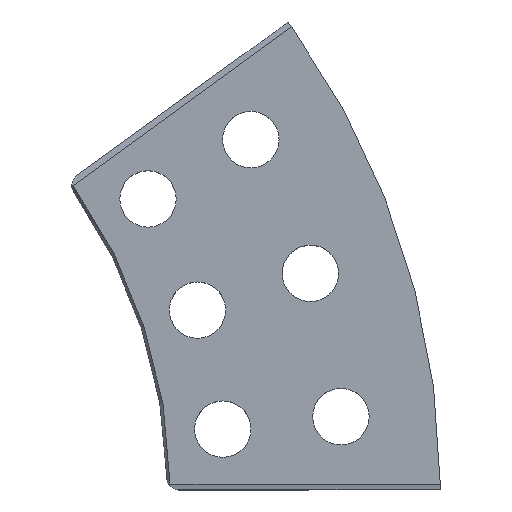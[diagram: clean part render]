
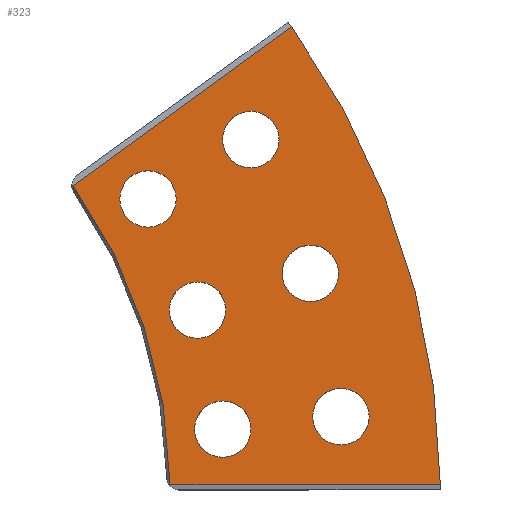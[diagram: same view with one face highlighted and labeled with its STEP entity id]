
A CAD part, top view. The second image highlights one B-rep face of the part: STEP entity #323.
In plain terms, the highlighted planar face has unit normal (0, 0, 1).
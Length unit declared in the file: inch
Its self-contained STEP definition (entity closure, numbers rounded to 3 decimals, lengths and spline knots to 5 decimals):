
#6 = VERTEX_POINT ( 'NONE', #430 ) ;
#10 = FACE_BOUND ( 'NONE', #484, .T. ) ;
#12 = EDGE_LOOP ( 'NONE', ( #56, #62 ) ) ;
#22 = ORIENTED_EDGE ( 'NONE', *, *, #622, .T. ) ;
#27 = VERTEX_POINT ( 'NONE', #810 ) ;
#29 = CIRCLE ( 'NONE', #760, 0.29688 ) ;
#37 = VERTEX_POINT ( 'NONE', #747 ) ;
#39 = DIRECTION ( 'NONE',  ( 0., 0., 1. ) ) ;
#47 = ORIENTED_EDGE ( 'NONE', *, *, #577, .T. ) ;
#53 = ORIENTED_EDGE ( 'NONE', *, *, #1027, .T. ) ;
#56 = ORIENTED_EDGE ( 'NONE', *, *, #187, .F. ) ;
#60 = CIRCLE ( 'NONE', #489, 0.29688 ) ;
#62 = ORIENTED_EDGE ( 'NONE', *, *, #306, .F. ) ;
#66 = CARTESIAN_POINT ( 'NONE',  ( 0., 0., 0. ) ) ;
#68 = AXIS2_PLACEMENT_3D ( 'NONE', #707, #711, #84 ) ;
#69 = CARTESIAN_POINT ( 'NONE',  ( 6.38694, 3.6875, 0. ) ) ;
#70 = DIRECTION ( 'NONE',  ( 0., 0., 1. ) ) ;
#78 = AXIS2_PLACEMENT_3D ( 'NONE', #978, #176, #485 ) ;
#84 = DIRECTION ( 'NONE',  ( 0.914, 0.407, 0. ) ) ;
#85 = ORIENTED_EDGE ( 'NONE', *, *, #812, .F. ) ;
#118 = DIRECTION ( 'NONE',  ( 0., 0., 1. ) ) ;
#123 = EDGE_CURVE ( 'NONE', #257, #708, #148, .T. ) ;
#135 = DIRECTION ( 'NONE',  ( -0.809, -0.588, 0. ) ) ;
#145 = CARTESIAN_POINT ( 'NONE',  ( 7.3346, 0.7709, 0. ) ) ;
#148 = CIRCLE ( 'NONE', #448, 0.29688 ) ;
#149 = EDGE_CURVE ( 'NONE', #173, #310, #627, .T. ) ;
#153 = VERTEX_POINT ( 'NONE', #281 ) ;
#154 = ORIENTED_EDGE ( 'NONE', *, *, #166, .F. ) ;
#158 = AXIS2_PLACEMENT_3D ( 'NONE', #145, #392, #398 ) ;
#161 = DIRECTION ( 'NONE',  ( 0., 0., -1. ) ) ;
#166 = EDGE_CURVE ( 'NONE', #708, #257, #235, .T. ) ;
#173 = VERTEX_POINT ( 'NONE', #991 ) ;
#176 = DIRECTION ( 'NONE',  ( 0., 0., 1. ) ) ;
#179 = VERTEX_POINT ( 'NONE', #285 ) ;
#181 = DIRECTION ( 'NONE',  ( 0.978, 0.208, 0. ) ) ;
#187 = EDGE_CURVE ( 'NONE', #37, #753, #498, .T. ) ;
#189 = EDGE_LOOP ( 'NONE', ( #47, #22, #835, #53 ) ) ;
#199 = DIRECTION ( 'NONE',  ( 0., 0., 1. ) ) ;
#209 = CIRCLE ( 'NONE', #571, 0.29687 ) ;
#218 = VERTEX_POINT ( 'NONE', #852 ) ;
#221 = DIRECTION ( 'NONE',  ( 0., 0., 1. ) ) ;
#235 = CIRCLE ( 'NONE', #765, 0.29688 ) ;
#238 = CARTESIAN_POINT ( 'NONE',  ( 6.1221, 1.89273, 0. ) ) ;
#242 = VERTEX_POINT ( 'NONE', #539 ) ;
#244 = AXIS2_PLACEMENT_3D ( 'NONE', #371, #671, #829 ) ;
#257 = VERTEX_POINT ( 'NONE', #238 ) ;
#275 = VECTOR ( 'NONE', #419, 39.37008 ) ;
#278 = VERTEX_POINT ( 'NONE', #862 ) ;
#281 = CARTESIAN_POINT ( 'NONE',  ( 5.79457, 0.64024, 0. ) ) ;
#285 = CARTESIAN_POINT ( 'NONE',  ( 4.51517, 3.20321, 0. ) ) ;
#287 = ORIENTED_EDGE ( 'NONE', *, *, #149, .F. ) ;
#291 = CARTESIAN_POINT ( 'NONE',  ( 5.82522, 1.89273, 0. ) ) ;
#306 = EDGE_CURVE ( 'NONE', #753, #37, #417, .T. ) ;
#310 = VERTEX_POINT ( 'NONE', #616 ) ;
#319 = FACE_BOUND ( 'NONE', #982, .T. ) ;
#323 = ADVANCED_FACE ( 'NONE', ( #465, #626, #319, #953, #10, #612, #783 ), #779, .T. ) ;
#334 = CARTESIAN_POINT ( 'NONE',  ( 7.01404, 2.279, 0. ) ) ;
#364 = VERTEX_POINT ( 'NONE', #726 ) ;
#366 = DIRECTION ( 'NONE',  ( 0.978, 0.208, 0. ) ) ;
#371 = CARTESIAN_POINT ( 'NONE',  ( 0., 0., 0. ) ) ;
#373 = DIRECTION ( 'NONE',  ( 0.978, 0.208, 0. ) ) ;
#383 = CARTESIAN_POINT ( 'NONE',  ( 0., 0., 0. ) ) ;
#392 = DIRECTION ( 'NONE',  ( 0., 0., 1. ) ) ;
#398 = DIRECTION ( 'NONE',  ( 1., 0., 0. ) ) ;
#404 = LINE ( 'NONE', #724, #275 ) ;
#417 = CIRCLE ( 'NONE', #68, 0.29688 ) ;
#419 = DIRECTION ( 'NONE',  ( 1., 0., 0. ) ) ;
#428 = DIRECTION ( 'NONE',  ( 0., 0., 1. ) ) ;
#430 = CARTESIAN_POINT ( 'NONE',  ( 7.31092, 2.279, 0. ) ) ;
#433 = DIRECTION ( 'NONE',  ( 1., 0., 0. ) ) ;
#443 = ORIENTED_EDGE ( 'NONE', *, *, #786, .F. ) ;
#448 = AXIS2_PLACEMENT_3D ( 'NONE', #763, #759, #1013 ) ;
#465 = FACE_BOUND ( 'NONE', #580, .T. ) ;
#466 = AXIS2_PLACEMENT_3D ( 'NONE', #915, #199, #601 ) ;
#471 = EDGE_LOOP ( 'NONE', ( #443, #502 ) ) ;
#481 = EDGE_CURVE ( 'NONE', #1019, #6, #554, .T. ) ;
#484 = EDGE_LOOP ( 'NONE', ( #1022, #154 ) ) ;
#485 = DIRECTION ( 'NONE',  ( 0.914, 0.407, 0. ) ) ;
#489 = AXIS2_PLACEMENT_3D ( 'NONE', #334, #897, #181 ) ;
#497 = VERTEX_POINT ( 'NONE', #851 ) ;
#498 = CIRCLE ( 'NONE', #466, 0.29688 ) ;
#502 = ORIENTED_EDGE ( 'NONE', *, *, #481, .F. ) ;
#507 = ORIENTED_EDGE ( 'NONE', *, *, #660, .F. ) ;
#512 = CARTESIAN_POINT ( 'NONE',  ( 7.3346, 0.7709, 0. ) ) ;
#519 = CARTESIAN_POINT ( 'NONE',  ( 4.49038, 3.18519, 0. ) ) ;
#523 = AXIS2_PLACEMENT_3D ( 'NONE', #383, #161, #948 ) ;
#539 = CARTESIAN_POINT ( 'NONE',  ( 6.81611, 4.87494, 0. ) ) ;
#554 = CIRCLE ( 'NONE', #725, 0.29688 ) ;
#571 = AXIS2_PLACEMENT_3D ( 'NONE', #813, #740, #797 ) ;
#577 = EDGE_CURVE ( 'NONE', #242, #179, #594, .T. ) ;
#580 = EDGE_LOOP ( 'NONE', ( #85, #507 ) ) ;
#587 = CIRCLE ( 'NONE', #78, 0.29688 ) ;
#594 = LINE ( 'NONE', #519, #841 ) ;
#601 = DIRECTION ( 'NONE',  ( 0.914, 0.407, 0. ) ) ;
#609 = EDGE_CURVE ( 'NONE', #310, #173, #910, .T. ) ;
#612 = FACE_BOUND ( 'NONE', #886, .T. ) ;
#616 = CARTESIAN_POINT ( 'NONE',  ( 7.63147, 0.7709, 0. ) ) ;
#622 = EDGE_CURVE ( 'NONE', #179, #497, #825, .T. ) ;
#626 = FACE_BOUND ( 'NONE', #471, .T. ) ;
#627 = CIRCLE ( 'NONE', #732, 0.29687 ) ;
#650 = DIRECTION ( 'NONE',  ( 1., 0., 0. ) ) ;
#660 = EDGE_CURVE ( 'NONE', #364, #218, #29, .T. ) ;
#664 = ORIENTED_EDGE ( 'NONE', *, *, #833, .F. ) ;
#670 = CIRCLE ( 'NONE', #244, 8.38 ) ;
#671 = DIRECTION ( 'NONE',  ( 0., 0., 1. ) ) ;
#690 = CIRCLE ( 'NONE', #992, 0.29687 ) ;
#695 = ORIENTED_EDGE ( 'NONE', *, *, #609, .F. ) ;
#707 = CARTESIAN_POINT ( 'NONE',  ( 5.30441, 3.0625, 0. ) ) ;
#708 = VERTEX_POINT ( 'NONE', #1017 ) ;
#711 = DIRECTION ( 'NONE',  ( 0., 0., 1. ) ) ;
#724 = CARTESIAN_POINT ( 'NONE',  ( 0., 0.0625, 0. ) ) ;
#725 = AXIS2_PLACEMENT_3D ( 'NONE', #1002, #995, #366 ) ;
#726 = CARTESIAN_POINT ( 'NONE',  ( 6.09006, 3.6875, 0. ) ) ;
#732 = AXIS2_PLACEMENT_3D ( 'NONE', #512, #118, #433 ) ;
#740 = DIRECTION ( 'NONE',  ( 0., 0., 1. ) ) ;
#747 = CARTESIAN_POINT ( 'NONE',  ( 5.60128, 3.0625, 0. ) ) ;
#753 = VERTEX_POINT ( 'NONE', #939 ) ;
#756 = CARTESIAN_POINT ( 'NONE',  ( 6.09145, 0.64024, 0. ) ) ;
#759 = DIRECTION ( 'NONE',  ( 0., 0., 1. ) ) ;
#760 = AXIS2_PLACEMENT_3D ( 'NONE', #69, #221, #868 ) ;
#763 = CARTESIAN_POINT ( 'NONE',  ( 5.82522, 1.89273, 0. ) ) ;
#765 = AXIS2_PLACEMENT_3D ( 'NONE', #291, #39, #373 ) ;
#779 = PLANE ( 'NONE',  #999 ) ;
#783 = FACE_OUTER_BOUND ( 'NONE', #189, .T. ) ;
#786 = EDGE_CURVE ( 'NONE', #6, #1019, #60, .T. ) ;
#797 = DIRECTION ( 'NONE',  ( 1., 0., 0. ) ) ;
#810 = CARTESIAN_POINT ( 'NONE',  ( 8.37977, 0.0625, 0. ) ) ;
#812 = EDGE_CURVE ( 'NONE', #218, #364, #587, .T. ) ;
#813 = CARTESIAN_POINT ( 'NONE',  ( 6.09145, 0.64024, 0. ) ) ;
#822 = DIRECTION ( 'NONE',  ( 1., 0., 0. ) ) ;
#825 = CIRCLE ( 'NONE', #523, 5.536 ) ;
#829 = DIRECTION ( 'NONE',  ( 1., 0., 0. ) ) ;
#833 = EDGE_CURVE ( 'NONE', #153, #278, #209, .T. ) ;
#835 = ORIENTED_EDGE ( 'NONE', *, *, #865, .T. ) ;
#841 = VECTOR ( 'NONE', #135, 39.37008 ) ;
#851 = CARTESIAN_POINT ( 'NONE',  ( 5.53565, 0.0625, 0. ) ) ;
#852 = CARTESIAN_POINT ( 'NONE',  ( 6.68381, 3.6875, 0. ) ) ;
#862 = CARTESIAN_POINT ( 'NONE',  ( 6.38832, 0.64024, 0. ) ) ;
#865 = EDGE_CURVE ( 'NONE', #497, #27, #404, .T. ) ;
#868 = DIRECTION ( 'NONE',  ( 0.914, 0.407, 0. ) ) ;
#886 = EDGE_LOOP ( 'NONE', ( #977, #664 ) ) ;
#897 = DIRECTION ( 'NONE',  ( 0., 0., 1. ) ) ;
#910 = CIRCLE ( 'NONE', #158, 0.29687 ) ;
#915 = CARTESIAN_POINT ( 'NONE',  ( 5.30441, 3.0625, 0. ) ) ;
#921 = EDGE_CURVE ( 'NONE', #278, #153, #690, .T. ) ;
#923 = CARTESIAN_POINT ( 'NONE',  ( 6.71717, 2.279, 0. ) ) ;
#939 = CARTESIAN_POINT ( 'NONE',  ( 5.00753, 3.0625, 0. ) ) ;
#948 = DIRECTION ( 'NONE',  ( 1., 0., 0. ) ) ;
#953 = FACE_BOUND ( 'NONE', #12, .T. ) ;
#977 = ORIENTED_EDGE ( 'NONE', *, *, #921, .F. ) ;
#978 = CARTESIAN_POINT ( 'NONE',  ( 6.38694, 3.6875, 0. ) ) ;
#982 = EDGE_LOOP ( 'NONE', ( #695, #287 ) ) ;
#991 = CARTESIAN_POINT ( 'NONE',  ( 7.03772, 0.7709, 0. ) ) ;
#992 = AXIS2_PLACEMENT_3D ( 'NONE', #756, #428, #822 ) ;
#995 = DIRECTION ( 'NONE',  ( 0., 0., 1. ) ) ;
#999 = AXIS2_PLACEMENT_3D ( 'NONE', #66, #70, #650 ) ;
#1002 = CARTESIAN_POINT ( 'NONE',  ( 7.01404, 2.279, 0. ) ) ;
#1013 = DIRECTION ( 'NONE',  ( 0.978, 0.208, 0. ) ) ;
#1017 = CARTESIAN_POINT ( 'NONE',  ( 5.52835, 1.89273, 0. ) ) ;
#1019 = VERTEX_POINT ( 'NONE', #923 ) ;
#1022 = ORIENTED_EDGE ( 'NONE', *, *, #123, .F. ) ;
#1027 = EDGE_CURVE ( 'NONE', #27, #242, #670, .T. ) ;
